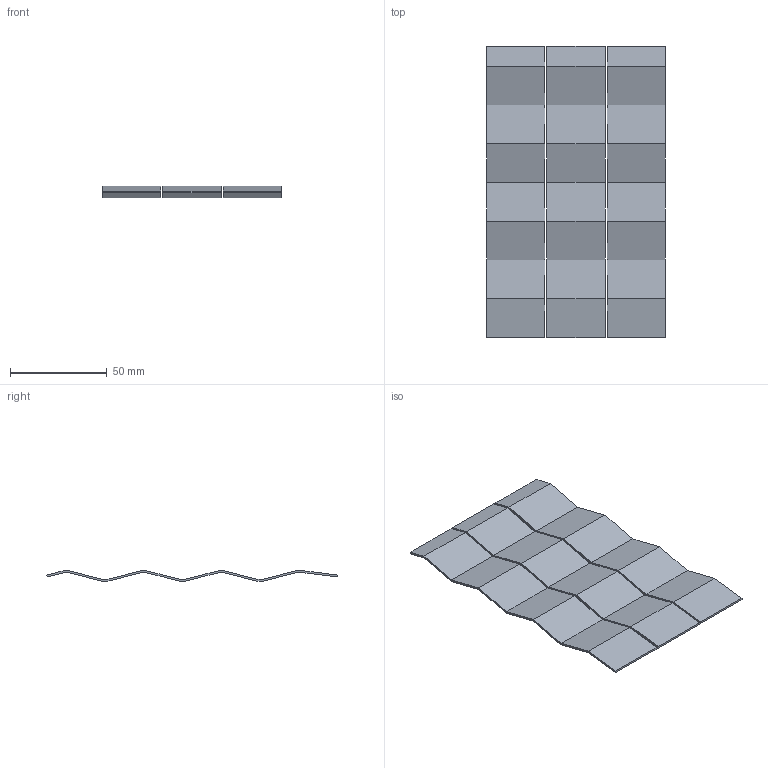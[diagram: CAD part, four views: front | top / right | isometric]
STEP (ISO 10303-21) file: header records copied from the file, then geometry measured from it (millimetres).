
FILE_DESCRIPTION (( 'STEP AP203' ), '1' );
FILE_NAME ('mini solar panels.par_Défaut_sldprt.STEP', '2024-03-20T04:11:26', ( '' ), ( '' ), 'SwSTEP 2.0', 'SolidWorks 2022', '' );
FILE_SCHEMA (( 'CONFIG_CONTROL_DESIGN' ));
Length unit declared in the file: millimetre
Products named in the file (1): mini solar panels.par_Défaut_sldprt
Bounding box: 92 x 150.18 x 6.02 mm (x, y, z)
Volume: 13767 mm3; surface area: 28846 mm2
Topology: 3 solids, 3 shells, 60 faces, 162 edges, 108 vertices
Faces by surface type: plane 60
Entity records: 1919 total; most frequent: CARTESIAN_POINT 331, ORIENTED_EDGE 324, DIRECTION 284, VECTOR 162, EDGE_CURVE 162, LINE 162, VERTEX_POINT 108, AXIS2_PLACEMENT_3D 61
